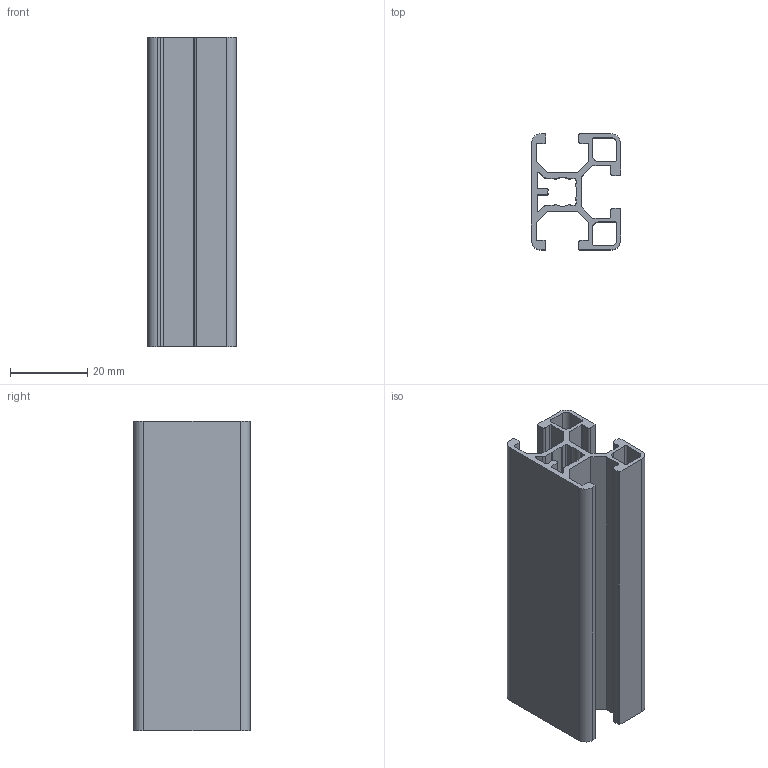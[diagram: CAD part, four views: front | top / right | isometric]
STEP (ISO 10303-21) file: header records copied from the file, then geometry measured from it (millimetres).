
FILE_DESCRIPTION(('STEP AP214'),'1');
FILE_NAME('cctmp_072D376F-C67E-4D36-8DF4-46CD303C2FE9_2023_10_26_17_54_31_0771_58196..stp','2023-10-26T15:54:31',('MiniTec Maschinenbau GmbH & Co.KG'),('CADClick - www.CADClick.com'),'Spatial InterOp 3D',' ','unknown authorization');
FILE_SCHEMA(('AUTOMOTIVE_DESIGN'));
Length unit declared in the file: millimetre
Products named in the file (2): 20.1117/0; 2023_10_26_17_54_31_0771
Assembly tree (1 placements, depth 2):
  20.1117/0
    2023_10_26_17_54_31_0771
Bounding box: 23 x 30 x 80 mm (x, y, z)
Volume: 15531.8 mm3; surface area: 21895.4 mm2
Topology: 1 solids, 1 shells, 112 faces, 330 edges, 220 vertices
Faces by surface type: plane 62, cylinder 50
Entity records: 4713 total; most frequent: CARTESIAN_POINT 664, ORIENTED_EDGE 660, DIRECTION 658, EDGE_CURVE 330, LINE 230, VECTOR 230, VERTEX_POINT 220, AXIS2_PLACEMENT_3D 214
